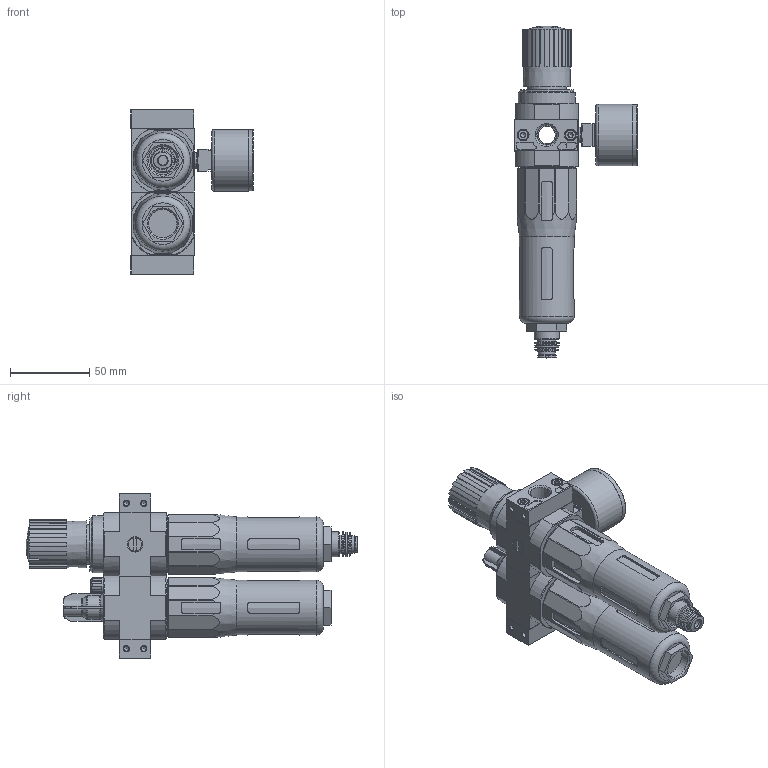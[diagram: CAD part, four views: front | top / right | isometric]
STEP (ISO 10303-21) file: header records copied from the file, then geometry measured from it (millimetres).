
FILE_DESCRIPTION(/* description */ ('STEP AP214'),/* implementation_level */ '2;1');
FILE_NAME(/* name */ '173841_FRC-1_4-D-5M-MINI-A-NPT',/* time_stamp */ '2024-08-28T16:13:25+02:00',/* author */ ('License CC BY-ND 4.0'),/* organization */ ('CADENAS'),/* preprocessor_version */ 'ST-DEVELOPER v19.3',/* originating_system */ 'PARTsolutions',/* authorisation */ ' ');
FILE_SCHEMA (('AUTOMOTIVE_DESIGN {1 0 10303 214 3 1 1}'));
Length unit declared in the file: millimetre
Products named in the file (10): 173841 FRC-1/4-D-5M-MINI-A-NPT; 679799 PBL-1/4-D-MINI-L-NPT--P1; DIN-912 - M4x16(F); 679800 PBL-1/4-D-MINI-R-NPT--P1; 127304 LFR-D-5M-MINI-A--(0); 8003637 PAGN-40-16-G18; 373845 LR-MINI; 526489 MS4-LFR-V; 123582 LOE-D-MINI; 355622 FRB-D-MINI
Assembly tree (13 placements, depth 2):
  173841 FRC-1/4-D-5M-MINI-A-NPT
    679799 PBL-1/4-D-MINI-L-NPT--P1
    DIN-912 - M4x16(F)  x4
    679800 PBL-1/4-D-MINI-R-NPT--P1
    127304 LFR-D-5M-MINI-A--(0)
    8003637 PAGN-40-16-G18
    373845 LR-MINI
    526489 MS4-LFR-V
    123582 LOE-D-MINI
    355622 FRB-D-MINI  x2
Bounding box: 77.75 x 210.02 x 104 mm (x, y, z)
Volume: 392929.5 mm3; surface area: 93268.3 mm2
Topology: 13 solids, 13 shells, 956 faces, 2468 edges, 1583 vertices
Faces by surface type: plane 496, cylinder 254, cone 146, torus 55, sphere 5
Full cylindrical faces by diameter (mm): 2.9 x2, 3.2 x1, 3.242 x10, 3.6 x1, 3.8 x1, 4 x6, 4.3 x1, 5.2 x2, 6 x3, 6.2 x1, 6.9 x1, 7 x4, 8.2 x1, 8.4 x1, 8.566 x2, 9.728 x2, 10 x1, 11 x2, 11.4 x1, 11.6 x1, 11.8 x1, 12.2 x1, 15.7 x1, 15.8 x2, 15.9 x1, 18 x2, 24.9 x1, 26.9 x1, 32.7 x1, 33.9 x1
Entity records: 31334 total; most frequent: CARTESIAN_POINT 5868, DIRECTION 4230, ORIENTED_EDGE 4192, EDGE_CURVE 2096, AXIS2_PLACEMENT_3D 1648, VERTEX_POINT 1464, FACE_BOUND 1130, EDGE_LOOP 1120
